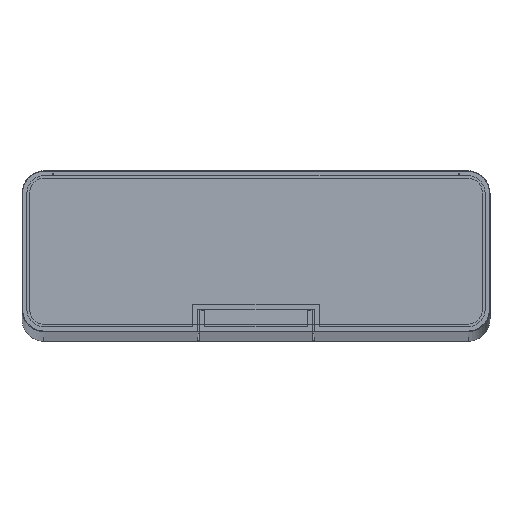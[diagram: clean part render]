
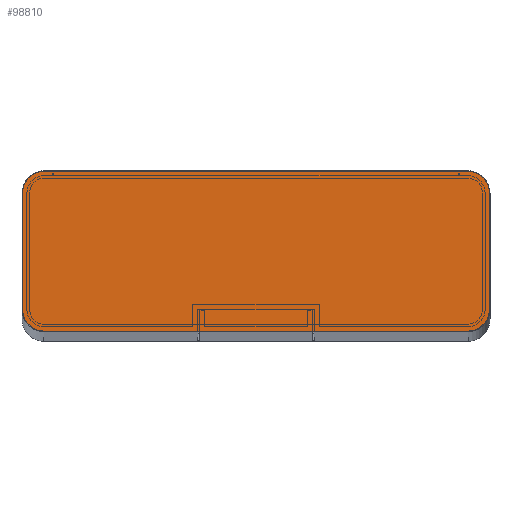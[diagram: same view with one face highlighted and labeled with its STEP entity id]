
A CAD part, top view. The second image highlights one B-rep face of the part: STEP entity #98810.
In plain terms, the highlighted face is planar.
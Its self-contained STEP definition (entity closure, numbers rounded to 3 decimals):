
#5288 = VERTEX_POINT ( 'NONE', #28923 ) ;
#6702 = VERTEX_POINT ( 'NONE', #80223 ) ;
#6883 = CIRCLE ( 'NONE', #81961, 5.869 ) ;
#7319 = CIRCLE ( 'NONE', #77401, 5.869 ) ;
#10358 = VERTEX_POINT ( 'NONE', #55143 ) ;
#11069 = AXIS2_PLACEMENT_3D ( 'NONE', #43971, #26702, #90426 ) ;
#11169 = EDGE_CURVE ( 'NONE', #80871, #5288, #6883, .T. ) ;
#11983 = PLANE ( 'NONE',  #11069 ) ;
#13900 = VECTOR ( 'NONE', #71845, 1000. ) ;
#15376 = CARTESIAN_POINT ( 'NONE',  ( 62.369, 737.5, -21.5 ) ) ;
#16490 = EDGE_CURVE ( 'NONE', #6702, #99207, #7319, .T. ) ;
#17208 = AXIS2_PLACEMENT_3D ( 'NONE', #42355, #34497, #32965 ) ;
#17327 = VERTEX_POINT ( 'NONE', #50029 ) ;
#18610 = VERTEX_POINT ( 'NONE', #48313 ) ;
#22965 = LINE ( 'NONE', #101417, #98512 ) ;
#26702 = DIRECTION ( 'NONE',  ( 0., -1., 0. ) ) ;
#28923 = CARTESIAN_POINT ( 'NONE',  ( -62.369, 737.5, -6. ) ) ;
#29325 = DIRECTION ( 'NONE',  ( -1., 0., 0. ) ) ;
#31604 = DIRECTION ( 'NONE',  ( 1., 0., 0. ) ) ;
#32158 = LINE ( 'NONE', #15376, #13900 ) ;
#32965 = DIRECTION ( 'NONE',  ( 1., 0., 0. ) ) ;
#33628 = ORIENTED_EDGE ( 'NONE', *, *, #37961, .F. ) ;
#34497 = DIRECTION ( 'NONE',  ( 0., -1., 0. ) ) ;
#37887 = LINE ( 'NONE', #62906, #78429 ) ;
#37961 = EDGE_CURVE ( 'NONE', #99207, #17327, #37887, .T. ) ;
#42355 = CARTESIAN_POINT ( 'NONE',  ( 56.5, 737.5, -37. ) ) ;
#42542 = CIRCLE ( 'NONE', #100907, 5.869 ) ;
#42960 = FACE_OUTER_BOUND ( 'NONE', #90114, .T. ) ;
#43290 = LINE ( 'NONE', #65717, #67539 ) ;
#43354 = DIRECTION ( 'NONE',  ( 1., 0., 0. ) ) ;
#43971 = CARTESIAN_POINT ( 'NONE',  ( 0., 737.5, -21.5 ) ) ;
#44403 = ORIENTED_EDGE ( 'NONE', *, *, #91097, .F. ) ;
#47625 = CARTESIAN_POINT ( 'NONE',  ( 56.5, 737.5, -6. ) ) ;
#48313 = CARTESIAN_POINT ( 'NONE',  ( 62.369, 737.5, -6. ) ) ;
#50029 = CARTESIAN_POINT ( 'NONE',  ( 56.5, 737.5, -42.869 ) ) ;
#50077 = DIRECTION ( 'NONE',  ( 0., 0., -1. ) ) ;
#51063 = ORIENTED_EDGE ( 'NONE', *, *, #54080, .F. ) ;
#52184 = CARTESIAN_POINT ( 'NONE',  ( -56.5, 737.5, -37. ) ) ;
#52220 = ORIENTED_EDGE ( 'NONE', *, *, #93478, .F. ) ;
#53999 = ORIENTED_EDGE ( 'NONE', *, *, #56079, .F. ) ;
#54080 = EDGE_CURVE ( 'NONE', #17327, #10358, #75580, .T. ) ;
#55143 = CARTESIAN_POINT ( 'NONE',  ( 62.369, 737.5, -37. ) ) ;
#56079 = EDGE_CURVE ( 'NONE', #5288, #6702, #43290, .T. ) ;
#58940 = DIRECTION ( 'NONE',  ( 0., -1., 0. ) ) ;
#62906 = CARTESIAN_POINT ( 'NONE',  ( 0., 737.5, -42.869 ) ) ;
#63771 = ORIENTED_EDGE ( 'NONE', *, *, #84026, .F. ) ;
#63890 = CARTESIAN_POINT ( 'NONE',  ( -56.5, 737.5, -6. ) ) ;
#65717 = CARTESIAN_POINT ( 'NONE',  ( -62.369, 737.5, -21.5 ) ) ;
#67539 = VECTOR ( 'NONE', #50077, 1000. ) ;
#70130 = DIRECTION ( 'NONE',  ( 0., -1., 0. ) ) ;
#70745 = CARTESIAN_POINT ( 'NONE',  ( 56.5, 737.5, -0.131 ) ) ;
#71662 = DIRECTION ( 'NONE',  ( 1., 0., 0. ) ) ;
#71845 = DIRECTION ( 'NONE',  ( 0., 0., 1. ) ) ;
#75580 = CIRCLE ( 'NONE', #17208, 5.869 ) ;
#76373 = DIRECTION ( 'NONE',  ( 1., 0., 0. ) ) ;
#77401 = AXIS2_PLACEMENT_3D ( 'NONE', #52184, #58940, #43354 ) ;
#78429 = VECTOR ( 'NONE', #31604, 1000. ) ;
#78845 = ORIENTED_EDGE ( 'NONE', *, *, #11169, .F. ) ;
#80223 = CARTESIAN_POINT ( 'NONE',  ( -62.369, 737.5, -37. ) ) ;
#80871 = VERTEX_POINT ( 'NONE', #101653 ) ;
#80986 = ORIENTED_EDGE ( 'NONE', *, *, #16490, .F. ) ;
#81961 = AXIS2_PLACEMENT_3D ( 'NONE', #63890, #91499, #76373 ) ;
#84026 = EDGE_CURVE ( 'NONE', #86831, #80871, #22965, .T. ) ;
#86831 = VERTEX_POINT ( 'NONE', #70745 ) ;
#90114 = EDGE_LOOP ( 'NONE', ( #51063, #33628, #80986, #53999, #78845, #63771, #52220, #44403 ) ) ;
#90426 = DIRECTION ( 'NONE',  ( 0., 0., -1. ) ) ;
#91097 = EDGE_CURVE ( 'NONE', #10358, #18610, #32158, .T. ) ;
#91499 = DIRECTION ( 'NONE',  ( 0., -1., 0. ) ) ;
#93478 = EDGE_CURVE ( 'NONE', #18610, #86831, #42542, .T. ) ;
#93903 = CARTESIAN_POINT ( 'NONE',  ( -56.5, 737.5, -42.869 ) ) ;
#98512 = VECTOR ( 'NONE', #29325, 1000. ) ;
#98810 = ADVANCED_FACE ( 'NONE', ( #42960 ), #11983, .F. ) ;
#99207 = VERTEX_POINT ( 'NONE', #93903 ) ;
#100907 = AXIS2_PLACEMENT_3D ( 'NONE', #47625, #70130, #71662 ) ;
#101417 = CARTESIAN_POINT ( 'NONE',  ( 0., 737.5, -0.131 ) ) ;
#101653 = CARTESIAN_POINT ( 'NONE',  ( -56.5, 737.5, -0.131 ) ) ;
